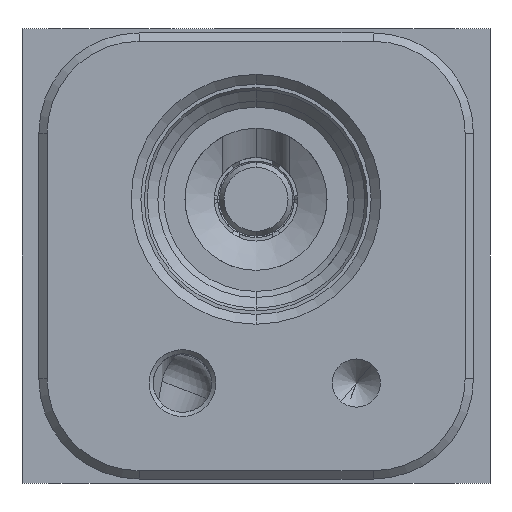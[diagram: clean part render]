
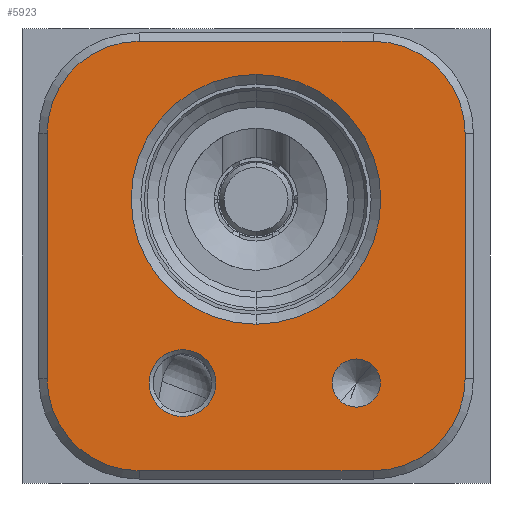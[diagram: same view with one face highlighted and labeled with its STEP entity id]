
A CAD part, front view. The second image highlights one B-rep face of the part: STEP entity #5923.
In plain terms, the highlighted planar face has unit normal (0, -1, 0).
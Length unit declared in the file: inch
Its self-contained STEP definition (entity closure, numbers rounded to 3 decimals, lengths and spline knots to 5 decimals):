
#3082=CARTESIAN_POINT('',(1.313,-4.438,1.309));
#3083=DIRECTION('',(0.,1.,0.));
#3084=DIRECTION('',(0.,0.,1.));
#3085=AXIS2_PLACEMENT_3D('',#3082,#3083,#3084);
#3096=CARTESIAN_POINT('',(0.875,-4.438,1.062));
#3097=DIRECTION('',(0.,1.,0.));
#3098=DIRECTION('',(0.,0.,-1.));
#3099=AXIS2_PLACEMENT_3D('',#3096,#3097,#3098);
#3101=CARTESIAN_POINT('',(0.875,-4.438,1.062));
#3102=DIRECTION('',(0.,1.,0.));
#3103=DIRECTION('',(0.,0.,1.));
#3104=AXIS2_PLACEMENT_3D('',#3101,#3102,#3103);
#3106=CARTESIAN_POINT('',(0.6,-4.438,0.375));
#3107=DIRECTION('',(0.,1.,0.));
#3108=DIRECTION('',(-0.643,0.,-0.766));
#3109=AXIS2_PLACEMENT_3D('',#3106,#3107,#3108);
#3111=CARTESIAN_POINT('',(0.6,-4.438,0.375));
#3112=DIRECTION('',(0.,1.,0.));
#3113=DIRECTION('',(0.643,0.,0.766));
#3114=AXIS2_PLACEMENT_3D('',#3111,#3112,#3113);
#3116=CARTESIAN_POINT('',(1.25,-4.438,0.375));
#3117=DIRECTION('',(0.,1.,0.));
#3118=DIRECTION('',(-0.643,0.,-0.766));
#3119=AXIS2_PLACEMENT_3D('',#3116,#3117,#3118);
#3121=CARTESIAN_POINT('',(1.25,-4.438,0.375));
#3122=DIRECTION('',(0.,1.,0.));
#3123=DIRECTION('',(0.643,0.,0.766));
#3124=AXIS2_PLACEMENT_3D('',#3121,#3122,#3123);
#3160=DIRECTION('',(0.,0.,-1.));
#3161=VECTOR('',#3160,0.918);
#3162=CARTESIAN_POINT('',(1.657,-4.438,1.309));
#3163=LINE('',#3162,#3161);
#3180=CARTESIAN_POINT('',(1.313,-4.438,0.391));
#3181=DIRECTION('',(0.,1.,0.));
#3182=DIRECTION('',(1.,0.,0.));
#3183=AXIS2_PLACEMENT_3D('',#3180,#3181,#3182);
#3198=DIRECTION('',(-1.,0.,0.));
#3199=VECTOR('',#3198,0.875);
#3200=CARTESIAN_POINT('',(1.313,-4.438,0.047));
#3201=LINE('',#3200,#3199);
#3214=CARTESIAN_POINT('',(0.438,-4.438,0.391));
#3215=DIRECTION('',(0.,1.,0.));
#3216=DIRECTION('',(0.,0.,-1.));
#3217=AXIS2_PLACEMENT_3D('',#3214,#3215,#3216);
#3228=DIRECTION('',(0.,0.,1.));
#3229=VECTOR('',#3228,0.918);
#3230=CARTESIAN_POINT('',(0.094,-4.438,0.391));
#3231=LINE('',#3230,#3229);
#3248=CARTESIAN_POINT('',(0.438,-4.438,1.309));
#3249=DIRECTION('',(0.,1.,0.));
#3250=DIRECTION('',(-1.,0.,0.));
#3251=AXIS2_PLACEMENT_3D('',#3248,#3249,#3250);
#3262=DIRECTION('',(1.,0.,0.));
#3263=VECTOR('',#3262,0.875);
#3264=CARTESIAN_POINT('',(0.438,-4.438,1.653));
#3265=LINE('',#3264,#3263);
#3756=CARTESIAN_POINT('',(0.875,-4.438,1.529));
#3757=VERTEX_POINT('',#3756);
#3764=CARTESIAN_POINT('',(0.875,-4.438,0.595));
#3765=VERTEX_POINT('',#3764);
#3788=CARTESIAN_POINT('',(0.51965,-4.438,
0.27924));
#3789=CARTESIAN_POINT('',(0.68035,-4.438,
0.47076));
#3790=VERTEX_POINT('',#3788);
#3791=VERTEX_POINT('',#3789);
#3830=CARTESIAN_POINT('',(1.313,-4.438,0.047));
#3831=CARTESIAN_POINT('',(0.438,-4.438,0.047));
#3832=VERTEX_POINT('',#3830);
#3833=VERTEX_POINT('',#3831);
#3838=CARTESIAN_POINT('',(0.094,-4.438,0.391));
#3839=VERTEX_POINT('',#3838);
#3842=CARTESIAN_POINT('',(0.094,-4.438,1.309));
#3843=VERTEX_POINT('',#3842);
#3846=CARTESIAN_POINT('',(0.438,-4.438,1.653));
#3847=VERTEX_POINT('',#3846);
#3850=CARTESIAN_POINT('',(1.313,-4.438,1.653));
#3851=VERTEX_POINT('',#3850);
#3854=CARTESIAN_POINT('',(1.657,-4.438,1.309));
#3855=VERTEX_POINT('',#3854);
#3858=CARTESIAN_POINT('',(1.657,-4.438,0.391));
#3859=VERTEX_POINT('',#3858);
#3862=CARTESIAN_POINT('',(1.19215,-4.438,
0.30606));
#3863=CARTESIAN_POINT('',(1.30785,-4.438,
0.44394));
#3864=VERTEX_POINT('',#3862);
#3865=VERTEX_POINT('',#3863);
#5883=CARTESIAN_POINT('',(0.,-4.438,0.));
#5884=DIRECTION('',(0.,-1.,0.));
#5885=DIRECTION('',(1.,0.,0.));
#5886=AXIS2_PLACEMENT_3D('',#5883,#5884,#5885);
#5887=PLANE('',#5886);
#5888=ORIENTED_EDGE('',*,*,#5873,.T.);
#5890=ORIENTED_EDGE('',*,*,#5889,.T.);
#5892=ORIENTED_EDGE('',*,*,#5891,.T.);
#5894=ORIENTED_EDGE('',*,*,#5893,.T.);
#5896=ORIENTED_EDGE('',*,*,#5895,.T.);
#5898=ORIENTED_EDGE('',*,*,#5897,.T.);
#5900=ORIENTED_EDGE('',*,*,#5899,.T.);
#5902=ORIENTED_EDGE('',*,*,#5901,.T.);
#5903=EDGE_LOOP('',(#5888,#5890,#5892,#5894,#5896,#5898,#5900,#5902));
#5904=FACE_OUTER_BOUND('',#5903,.F.);
#5906=ORIENTED_EDGE('',*,*,#5905,.F.);
#5908=ORIENTED_EDGE('',*,*,#5907,.F.);
#5909=EDGE_LOOP('',(#5906,#5908));
#5910=FACE_BOUND('',#5909,.F.);
#5912=ORIENTED_EDGE('',*,*,#5911,.F.);
#5914=ORIENTED_EDGE('',*,*,#5913,.F.);
#5915=EDGE_LOOP('',(#5912,#5914));
#5916=FACE_BOUND('',#5915,.F.);
#5918=ORIENTED_EDGE('',*,*,#5917,.F.);
#5920=ORIENTED_EDGE('',*,*,#5919,.F.);
#5921=EDGE_LOOP('',(#5918,#5920));
#5922=FACE_BOUND('',#5921,.F.);
#5923=ADVANCED_FACE('',(#5904,#5910,#5916,#5922),#5887,.T.);
#3086=CIRCLE('',#3085,0.344);
#3100=CIRCLE('',#3099,0.467);
#3105=CIRCLE('',#3104,0.467);
#3110=CIRCLE('',#3109,0.125);
#3115=CIRCLE('',#3114,0.125);
#3120=CIRCLE('',#3119,0.09);
#3125=CIRCLE('',#3124,0.09);
#3184=CIRCLE('',#3183,0.344);
#3218=CIRCLE('',#3217,0.344);
#3252=CIRCLE('',#3251,0.344);
#5873=EDGE_CURVE('',#3851,#3855,#3086,.T.);
#5889=EDGE_CURVE('',#3855,#3859,#3163,.T.);
#5891=EDGE_CURVE('',#3859,#3832,#3184,.T.);
#5893=EDGE_CURVE('',#3832,#3833,#3201,.T.);
#5895=EDGE_CURVE('',#3833,#3839,#3218,.T.);
#5897=EDGE_CURVE('',#3839,#3843,#3231,.T.);
#5899=EDGE_CURVE('',#3843,#3847,#3252,.T.);
#5901=EDGE_CURVE('',#3847,#3851,#3265,.T.);
#5905=EDGE_CURVE('',#3790,#3791,#3110,.T.);
#5907=EDGE_CURVE('',#3791,#3790,#3115,.T.);
#5911=EDGE_CURVE('',#3765,#3757,#3100,.T.);
#5913=EDGE_CURVE('',#3757,#3765,#3105,.T.);
#5917=EDGE_CURVE('',#3864,#3865,#3120,.T.);
#5919=EDGE_CURVE('',#3865,#3864,#3125,.T.);
